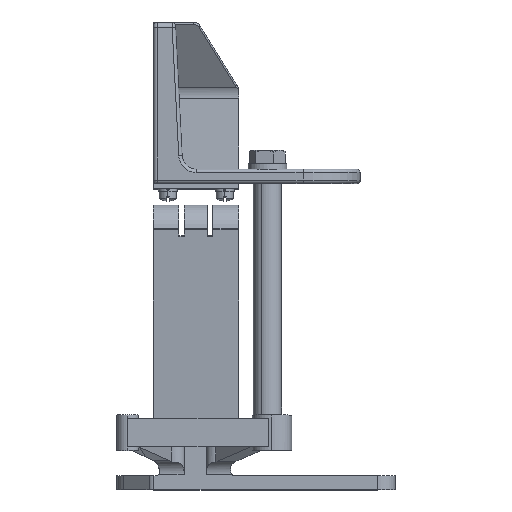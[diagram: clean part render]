
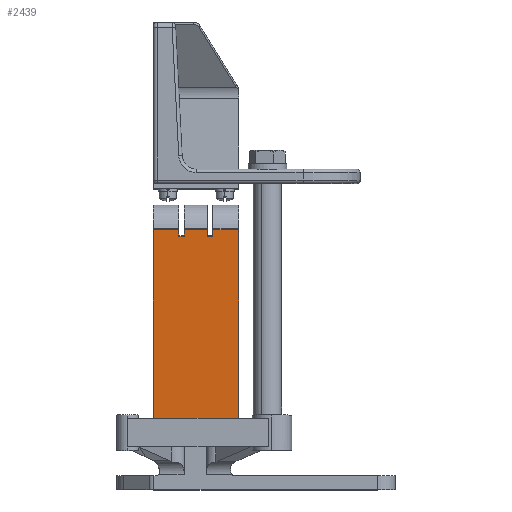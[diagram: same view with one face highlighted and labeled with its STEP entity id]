
A CAD part, top view. The second image highlights one B-rep face of the part: STEP entity #2439.
In plain terms, the highlighted face is planar.
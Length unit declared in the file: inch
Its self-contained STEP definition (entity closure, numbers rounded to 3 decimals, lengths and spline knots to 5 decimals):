
#230 = VECTOR ( 'NONE', #25851, 39.37008 ) ;
#337 = EDGE_CURVE ( 'NONE', #3159, #15160, #12661, .T. ) ;
#676 = CARTESIAN_POINT ( 'NONE',  ( -2.16902, 3.0439, -0.2965 ) ) ;
#1339 = EDGE_CURVE ( 'NONE', #23345, #22221, #27187, .T. ) ;
#2227 = ORIENTED_EDGE ( 'NONE', *, *, #27377, .T. ) ;
#2315 = ORIENTED_EDGE ( 'NONE', *, *, #7909, .T. ) ;
#2439 = ADVANCED_FACE ( 'NONE', ( #22845 ), #16361, .F. ) ;
#2459 = DIRECTION ( 'NONE',  ( 0., 0., -1. ) ) ;
#2467 = ORIENTED_EDGE ( 'NONE', *, *, #19770, .T. ) ;
#3159 = VERTEX_POINT ( 'NONE', #26261 ) ;
#3161 = VECTOR ( 'NONE', #11937, 39.37008 ) ;
#3312 = CARTESIAN_POINT ( 'NONE',  ( -2.1783, 3.16469, 0.2035 ) ) ;
#3953 = VECTOR ( 'NONE', #16370, 39.37008 ) ;
#3967 = CARTESIAN_POINT ( 'NONE',  ( -2.1783, 3.16469, -0.2965 ) ) ;
#4175 = CARTESIAN_POINT ( 'NONE',  ( -2.16902, 3.0439, 0.75 ) ) ;
#4337 = CARTESIAN_POINT ( 'NONE',  ( -2.17751, 3.15433, 0.2035 ) ) ;
#4484 = LINE ( 'NONE', #8940, #18230 ) ;
#4661 = VECTOR ( 'NONE', #17806, 39.37008 ) ;
#5582 = ORIENTED_EDGE ( 'NONE', *, *, #28405, .T. ) ;
#5704 = LINE ( 'NONE', #14633, #17909 ) ;
#6064 = DIRECTION ( 'NONE',  ( 0., 0., -1. ) ) ;
#6105 = EDGE_CURVE ( 'NONE', #20971, #24341, #16514, .T. ) ;
#6444 = EDGE_CURVE ( 'NONE', #16375, #3159, #4484, .T. ) ;
#6932 = ORIENTED_EDGE ( 'NONE', *, *, #26286, .F. ) ;
#7265 = VECTOR ( 'NONE', #6064, 39.37008 ) ;
#7907 = ORIENTED_EDGE ( 'NONE', *, *, #1339, .F. ) ;
#7909 = EDGE_CURVE ( 'NONE', #28327, #27777, #13417, .T. ) ;
#8298 = CARTESIAN_POINT ( 'NONE',  ( -2.17751, 3.15433, 0.2965 ) ) ;
#8512 = VERTEX_POINT ( 'NONE', #4337 ) ;
#8940 = CARTESIAN_POINT ( 'NONE',  ( -2.1783, 3.16469, -0.2035 ) ) ;
#9370 = CARTESIAN_POINT ( 'NONE',  ( -2.16902, 3.0439, 0.75 ) ) ;
#9416 = ORIENTED_EDGE ( 'NONE', *, *, #24057, .T. ) ;
#9612 = VECTOR ( 'NONE', #19378, 39.37008 ) ;
#9805 = AXIS2_PLACEMENT_3D ( 'NONE', #11604, #24839, #20688 ) ;
#9867 = CARTESIAN_POINT ( 'NONE',  ( -2.1783, 3.16469, -0.75 ) ) ;
#10055 = EDGE_LOOP ( 'NONE', ( #2227, #2315, #2467, #9416, #25935, #22009, #5582, #22758, #11898, #6932, #7907, #20848 ) ) ;
#10059 = CARTESIAN_POINT ( 'NONE',  ( -2.17751, 3.15433, -0.75 ) ) ;
#11078 = CARTESIAN_POINT ( 'NONE',  ( -2.16902, 3.0439, 0.2035 ) ) ;
#11208 = VECTOR ( 'NONE', #2459, 39.37008 ) ;
#11604 = CARTESIAN_POINT ( 'NONE',  ( -2.1783, 3.16469, 0.75 ) ) ;
#11653 = CARTESIAN_POINT ( 'NONE',  ( -2.17751, 3.15433, 0.75 ) ) ;
#11898 = ORIENTED_EDGE ( 'NONE', *, *, #6105, .T. ) ;
#11937 = DIRECTION ( 'NONE',  ( 0.077, -0.997, 0. ) ) ;
#11992 = CARTESIAN_POINT ( 'NONE',  ( -2.17751, 3.15433, 0.75 ) ) ;
#12661 = LINE ( 'NONE', #4175, #21677 ) ;
#13316 = LINE ( 'NONE', #24106, #17660 ) ;
#13344 = CARTESIAN_POINT ( 'NONE',  ( -2.17751, 3.15433, 0.75 ) ) ;
#13417 = LINE ( 'NONE', #9370, #11208 ) ;
#13558 = CARTESIAN_POINT ( 'NONE',  ( -2.17751, 3.15433, -0.2965 ) ) ;
#13957 = CARTESIAN_POINT ( 'NONE',  ( -2.1783, 3.16469, 0.75 ) ) ;
#14259 = LINE ( 'NONE', #3312, #230 ) ;
#14394 = VERTEX_POINT ( 'NONE', #13558 ) ;
#14633 = CARTESIAN_POINT ( 'NONE',  ( -2.1783, 3.16469, 0.2965 ) ) ;
#15160 = VERTEX_POINT ( 'NONE', #676 ) ;
#15421 = EDGE_CURVE ( 'NONE', #14394, #20971, #13316, .T. ) ;
#15625 = DIRECTION ( 'NONE',  ( 0., 0., -1. ) ) ;
#16361 = PLANE ( 'NONE',  #9805 ) ;
#16370 = DIRECTION ( 'NONE',  ( 0.077, -0.997, 0. ) ) ;
#16375 = VERTEX_POINT ( 'NONE', #18572 ) ;
#16514 = LINE ( 'NONE', #9867, #3953 ) ;
#16891 = VECTOR ( 'NONE', #18006, 39.37008 ) ;
#17660 = VECTOR ( 'NONE', #15625, 39.37008 ) ;
#17806 = DIRECTION ( 'NONE',  ( 0., 0., -1. ) ) ;
#17909 = VECTOR ( 'NONE', #25829, 39.37008 ) ;
#18006 = DIRECTION ( 'NONE',  ( 0., 0., -1. ) ) ;
#18038 = VERTEX_POINT ( 'NONE', #8298 ) ;
#18230 = VECTOR ( 'NONE', #22058, 39.37008 ) ;
#18572 = CARTESIAN_POINT ( 'NONE',  ( -2.17751, 3.15433, -0.2035 ) ) ;
#18679 = CARTESIAN_POINT ( 'NONE',  ( -2.16902, 3.0439, 0.2965 ) ) ;
#19378 = DIRECTION ( 'NONE',  ( -0.077, 0.997, 0. ) ) ;
#19497 = EDGE_CURVE ( 'NONE', #23345, #18038, #22610, .T. ) ;
#19770 = EDGE_CURVE ( 'NONE', #27777, #8512, #14259, .T. ) ;
#20688 = DIRECTION ( 'NONE',  ( -0.077, 0.997, 0. ) ) ;
#20848 = ORIENTED_EDGE ( 'NONE', *, *, #19497, .T. ) ;
#20971 = VERTEX_POINT ( 'NONE', #10059 ) ;
#21060 = CARTESIAN_POINT ( 'NONE',  ( -1.90578, -0.38, 0.75 ) ) ;
#21677 = VECTOR ( 'NONE', #26443, 39.37008 ) ;
#22009 = ORIENTED_EDGE ( 'NONE', *, *, #337, .T. ) ;
#22058 = DIRECTION ( 'NONE',  ( 0.077, -0.997, 0. ) ) ;
#22221 = VERTEX_POINT ( 'NONE', #23741 ) ;
#22610 = LINE ( 'NONE', #11653, #16891 ) ;
#22758 = ORIENTED_EDGE ( 'NONE', *, *, #15421, .T. ) ;
#22845 = FACE_OUTER_BOUND ( 'NONE', #10055, .T. ) ;
#23275 = LINE ( 'NONE', #3967, #9612 ) ;
#23345 = VERTEX_POINT ( 'NONE', #11992 ) ;
#23741 = CARTESIAN_POINT ( 'NONE',  ( -1.90578, -0.38, 0.75 ) ) ;
#24057 = EDGE_CURVE ( 'NONE', #8512, #16375, #24277, .T. ) ;
#24106 = CARTESIAN_POINT ( 'NONE',  ( -2.17751, 3.15433, 0.75 ) ) ;
#24277 = LINE ( 'NONE', #13344, #4661 ) ;
#24341 = VERTEX_POINT ( 'NONE', #27560 ) ;
#24839 = DIRECTION ( 'NONE',  ( 0.997, 0.077, 0. ) ) ;
#25829 = DIRECTION ( 'NONE',  ( 0.077, -0.997, 0. ) ) ;
#25851 = DIRECTION ( 'NONE',  ( -0.077, 0.997, 0. ) ) ;
#25935 = ORIENTED_EDGE ( 'NONE', *, *, #6444, .T. ) ;
#26261 = CARTESIAN_POINT ( 'NONE',  ( -2.16902, 3.0439, -0.2035 ) ) ;
#26286 = EDGE_CURVE ( 'NONE', #22221, #24341, #28066, .T. ) ;
#26443 = DIRECTION ( 'NONE',  ( 0., 0., -1. ) ) ;
#27187 = LINE ( 'NONE', #13957, #3161 ) ;
#27377 = EDGE_CURVE ( 'NONE', #18038, #28327, #5704, .T. ) ;
#27560 = CARTESIAN_POINT ( 'NONE',  ( -1.90578, -0.38, -0.75 ) ) ;
#27777 = VERTEX_POINT ( 'NONE', #11078 ) ;
#28066 = LINE ( 'NONE', #21060, #7265 ) ;
#28327 = VERTEX_POINT ( 'NONE', #18679 ) ;
#28405 = EDGE_CURVE ( 'NONE', #15160, #14394, #23275, .T. ) ;
